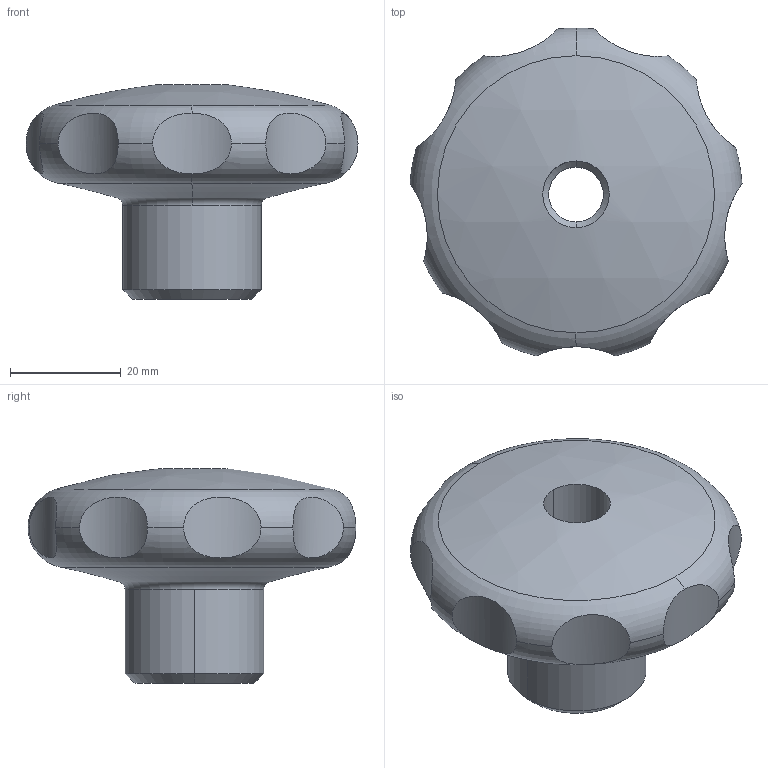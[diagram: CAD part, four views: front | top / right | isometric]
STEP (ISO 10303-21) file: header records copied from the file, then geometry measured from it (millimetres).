
FILE_DESCRIPTION(('STEP AP214'),'1');
FILE_NAME('HALDERN_EH_24690_0664.stp','2021-06-29T12:37:20',('TraceParts'),('TraceParts S.A.'),'Spatial InterOp 3D',' ',' ');
FILE_SCHEMA(('AUTOMOTIVE_DESIGN { 1 0 10303 214 1 1 1 1 }'));
Length unit declared in the file: millimetre
Products named in the file (1): HALDERN_EH_24690_0664
Bounding box: 59.88 x 59.15 x 38.78 mm (x, y, z)
Volume: 46758.2 mm3; surface area: 9611.1 mm2
Topology: 1 solids, 1 shells, 31 faces, 78 edges, 49 vertices
Faces by surface type: cylinder 15, torus 8, cone 6, plane 1, sphere 1
Entity records: 1584 total; most frequent: CARTESIAN_POINT 569, DIRECTION 168, ORIENTED_EDGE 156, AXIS2_PLACEMENT_3D 78, EDGE_CURVE 78, VERTEX_POINT 49, CIRCLE 46, EDGE_LOOP 33
